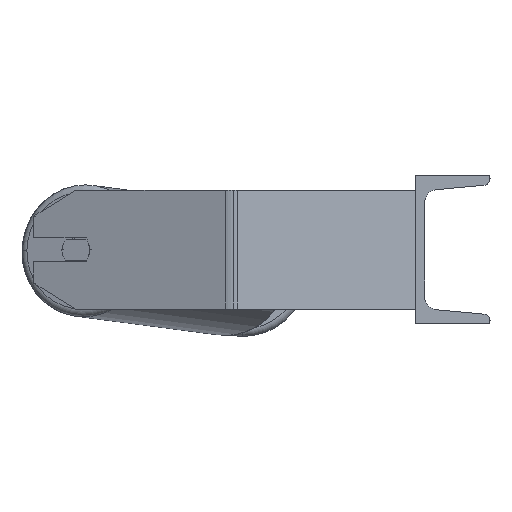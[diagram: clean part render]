
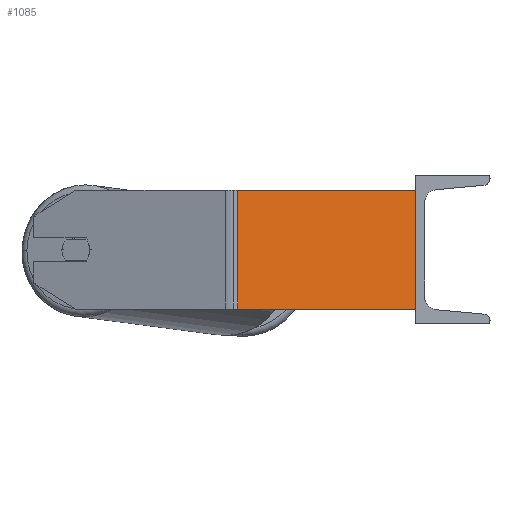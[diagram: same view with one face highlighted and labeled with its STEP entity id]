
A CAD part, left-side view. The second image highlights one B-rep face of the part: STEP entity #1085.
In plain terms, the highlighted planar face has unit normal (-0.985, -0.174, 0).
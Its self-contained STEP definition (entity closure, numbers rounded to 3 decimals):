
#67 = VERTEX_POINT ( 'NONE', #4164 ) ;
#319 = VERTEX_POINT ( 'NONE', #8661 ) ;
#814 = EDGE_CURVE ( 'NONE', #5521, #67, #6710, .T. ) ;
#826 = VECTOR ( 'NONE', #3245, 1000. ) ;
#1085 = ADVANCED_FACE ( 'NONE', ( #2919 ), #5913, .F. ) ;
#1183 = ORIENTED_EDGE ( 'NONE', *, *, #2952, .T. ) ;
#1946 = LINE ( 'NONE', #3522, #7703 ) ;
#2121 = ORIENTED_EDGE ( 'NONE', *, *, #814, .T. ) ;
#2263 = LINE ( 'NONE', #8592, #4439 ) ;
#2339 = EDGE_CURVE ( 'NONE', #319, #7273, #1946, .T. ) ;
#2435 = EDGE_CURVE ( 'NONE', #7273, #67, #2263, .T. ) ;
#2460 = CARTESIAN_POINT ( 'NONE',  ( -506.927, 124.356, -40. ) ) ;
#2780 = AXIS2_PLACEMENT_3D ( 'NONE', #5735, #7863, #8721 ) ;
#2919 = FACE_OUTER_BOUND ( 'NONE', #3207, .T. ) ;
#2952 = EDGE_CURVE ( 'NONE', #319, #5521, #7428, .T. ) ;
#3207 = EDGE_LOOP ( 'NONE', ( #2121, #7108, #4993, #1183 ) ) ;
#3245 = DIRECTION ( 'NONE',  ( 0.174, -0.985, 0. ) ) ;
#3522 = CARTESIAN_POINT ( 'NONE',  ( -506.927, 124.356, 40. ) ) ;
#4164 = CARTESIAN_POINT ( 'NONE',  ( -485., 0., -40. ) ) ;
#4376 = CARTESIAN_POINT ( 'NONE',  ( -506.183, 120.134, -40. ) ) ;
#4439 = VECTOR ( 'NONE', #5090, 1000. ) ;
#4993 = ORIENTED_EDGE ( 'NONE', *, *, #2339, .F. ) ;
#5090 = DIRECTION ( 'NONE',  ( 0., 0., -1. ) ) ;
#5521 = VERTEX_POINT ( 'NONE', #4376 ) ;
#5735 = CARTESIAN_POINT ( 'NONE',  ( -506.927, 124.356, 40. ) ) ;
#5913 = PLANE ( 'NONE',  #2780 ) ;
#6036 = CARTESIAN_POINT ( 'NONE',  ( -506.183, 120.134, 40. ) ) ;
#6346 = DIRECTION ( 'NONE',  ( 0.174, -0.985, 0. ) ) ;
#6710 = LINE ( 'NONE', #2460, #826 ) ;
#7108 = ORIENTED_EDGE ( 'NONE', *, *, #2435, .F. ) ;
#7273 = VERTEX_POINT ( 'NONE', #7927 ) ;
#7428 = LINE ( 'NONE', #6036, #7865 ) ;
#7703 = VECTOR ( 'NONE', #6346, 1000. ) ;
#7863 = DIRECTION ( 'NONE',  ( 0.985, 0.174, 0. ) ) ;
#7865 = VECTOR ( 'NONE', #8854, 1000. ) ;
#7927 = CARTESIAN_POINT ( 'NONE',  ( -485., 0., 40. ) ) ;
#8592 = CARTESIAN_POINT ( 'NONE',  ( -485., 0., 40. ) ) ;
#8661 = CARTESIAN_POINT ( 'NONE',  ( -506.183, 120.134, 40. ) ) ;
#8721 = DIRECTION ( 'NONE',  ( -0.174, 0.985, 0. ) ) ;
#8854 = DIRECTION ( 'NONE',  ( 0., 0., -1. ) ) ;
